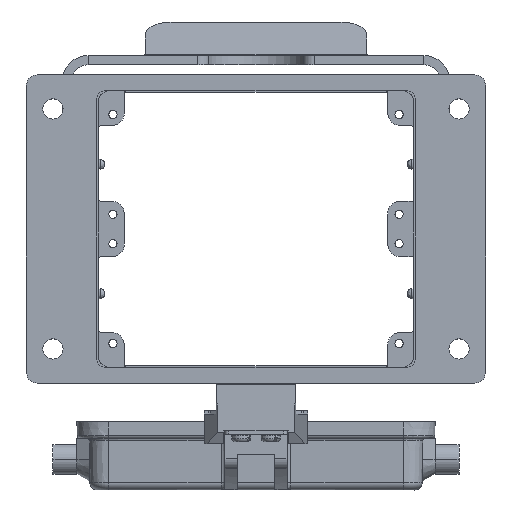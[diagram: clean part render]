
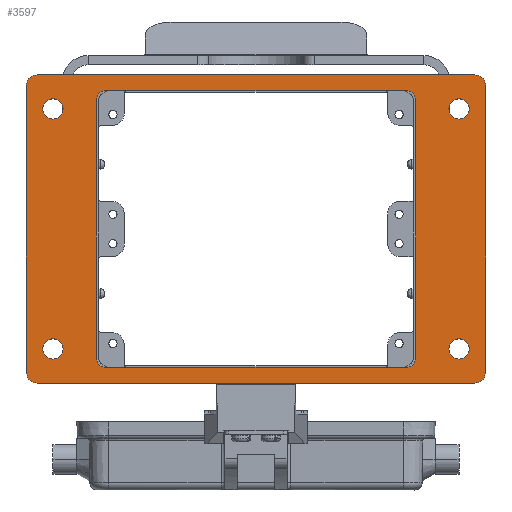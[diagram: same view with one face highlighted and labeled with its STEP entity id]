
A CAD part, front view. The second image highlights one B-rep face of the part: STEP entity #3597.
In plain terms, the highlighted face is planar.
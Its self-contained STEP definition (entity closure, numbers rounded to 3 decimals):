
#1497=FACE_BOUND('',#7701,.T.);
#1498=FACE_BOUND('',#7702,.T.);
#1499=FACE_BOUND('',#7703,.T.);
#1500=FACE_BOUND('',#7704,.T.);
#1501=FACE_BOUND('',#7705,.T.);
#1502=FACE_BOUND('',#7706,.T.);
#3597=ADVANCED_FACE('NONE',(#1497,#1498,#1499,#1500,#1501,#1502),#4508,
 .F.);
#4508=PLANE('',#32550);
#7701=EDGE_LOOP('',(#20132,#20133,#20134,#20135,#20136,#20137,#20138,#20139));
#7702=EDGE_LOOP('',(#20140,#20141));
#7703=EDGE_LOOP('',(#20142,#20143));
#7704=EDGE_LOOP('',(#20144,#20145,#20146,#20147,#20148,#20149,#20150,#20151));
#7705=EDGE_LOOP('',(#20152,#20153));
#7706=EDGE_LOOP('',(#20154,#20155));
#10062=LINE('',#53223,#12504);
#10066=LINE('',#53233,#12508);
#10069=LINE('',#53241,#12511);
#10072=LINE('',#53249,#12514);
#10082=LINE('',#53279,#12524);
#10085=LINE('',#53287,#12527);
#10088=LINE('',#53295,#12530);
#10091=LINE('',#53303,#12533);
#12504=VECTOR('',#39878,1.);
#12508=VECTOR('',#39888,1.);
#12511=VECTOR('',#39897,1.);
#12514=VECTOR('',#39906,1.);
#12524=VECTOR('',#39938,1.);
#12527=VECTOR('',#39947,1.);
#12530=VECTOR('',#39956,1.);
#12533=VECTOR('',#39965,1.);
#20132=ORIENTED_EDGE('',*,*,#28114,.F.);
#20133=ORIENTED_EDGE('',*,*,#28100,.F.);
#20134=ORIENTED_EDGE('',*,*,#28103,.F.);
#20135=ORIENTED_EDGE('',*,*,#28105,.F.);
#20136=ORIENTED_EDGE('',*,*,#28107,.F.);
#20137=ORIENTED_EDGE('',*,*,#28109,.F.);
#20138=ORIENTED_EDGE('',*,*,#28111,.F.);
#20139=ORIENTED_EDGE('',*,*,#28113,.F.);
#20140=ORIENTED_EDGE('',*,*,#28143,.F.);
#20141=ORIENTED_EDGE('',*,*,#28119,.F.);
#20142=ORIENTED_EDGE('',*,*,#28144,.F.);
#20143=ORIENTED_EDGE('',*,*,#28125,.F.);
#20144=ORIENTED_EDGE('',*,*,#28142,.T.);
#20145=ORIENTED_EDGE('',*,*,#28140,.T.);
#20146=ORIENTED_EDGE('',*,*,#28138,.T.);
#20147=ORIENTED_EDGE('',*,*,#28136,.T.);
#20148=ORIENTED_EDGE('',*,*,#28134,.T.);
#20149=ORIENTED_EDGE('',*,*,#28132,.T.);
#20150=ORIENTED_EDGE('',*,*,#28130,.T.);
#20151=ORIENTED_EDGE('',*,*,#28128,.T.);
#20152=ORIENTED_EDGE('',*,*,#28145,.F.);
#20153=ORIENTED_EDGE('',*,*,#28122,.F.);
#20154=ORIENTED_EDGE('',*,*,#28146,.F.);
#20155=ORIENTED_EDGE('',*,*,#28116,.F.);
#24028=VERTEX_POINT('',#53222);
#24029=VERTEX_POINT('',#53224);
#24030=VERTEX_POINT('',#53228);
#24031=VERTEX_POINT('',#53232);
#24032=VERTEX_POINT('',#53236);
#24033=VERTEX_POINT('',#53240);
#24034=VERTEX_POINT('',#53244);
#24035=VERTEX_POINT('',#53248);
#24036=VERTEX_POINT('',#53254);
#24037=VERTEX_POINT('',#53256);
#24038=VERTEX_POINT('',#53260);
#24039=VERTEX_POINT('',#53262);
#24040=VERTEX_POINT('',#53266);
#24041=VERTEX_POINT('',#53268);
#24042=VERTEX_POINT('',#53272);
#24043=VERTEX_POINT('',#53274);
#24044=VERTEX_POINT('',#53278);
#24045=VERTEX_POINT('',#53280);
#24046=VERTEX_POINT('',#53284);
#24047=VERTEX_POINT('',#53288);
#24048=VERTEX_POINT('',#53292);
#24049=VERTEX_POINT('',#53296);
#24050=VERTEX_POINT('',#53300);
#24051=VERTEX_POINT('',#53304);
#28100=EDGE_CURVE('NONE',#24028,#24029,#10062,.T.);
#28103=EDGE_CURVE('NONE',#24030,#24028,#29872,.T.);
#28105=EDGE_CURVE('NONE',#24031,#24030,#10066,.T.);
#28107=EDGE_CURVE('NONE',#24032,#24031,#29873,.T.);
#28109=EDGE_CURVE('NONE',#24033,#24032,#10069,.T.);
#28111=EDGE_CURVE('NONE',#24034,#24033,#29874,.T.);
#28113=EDGE_CURVE('NONE',#24035,#24034,#10072,.T.);
#28114=EDGE_CURVE('NONE',#24029,#24035,#29875,.T.);
#28116=EDGE_CURVE('NONE',#24036,#24037,#29876,.T.);
#28119=EDGE_CURVE('NONE',#24038,#24039,#29877,.T.);
#28122=EDGE_CURVE('NONE',#24040,#24041,#29878,.T.);
#28125=EDGE_CURVE('NONE',#24042,#24043,#29879,.T.);
#28128=EDGE_CURVE('NONE',#24045,#24044,#10082,.T.);
#28130=EDGE_CURVE('NONE',#24046,#24045,#29880,.T.);
#28132=EDGE_CURVE('NONE',#24047,#24046,#10085,.T.);
#28134=EDGE_CURVE('NONE',#24048,#24047,#29881,.T.);
#28136=EDGE_CURVE('NONE',#24049,#24048,#10088,.T.);
#28138=EDGE_CURVE('NONE',#24050,#24049,#29882,.T.);
#28140=EDGE_CURVE('NONE',#24051,#24050,#10091,.T.);
#28142=EDGE_CURVE('NONE',#24044,#24051,#29883,.T.);
#28143=EDGE_CURVE('NONE',#24039,#24038,#29884,.T.);
#28144=EDGE_CURVE('NONE',#24043,#24042,#29885,.T.);
#28145=EDGE_CURVE('NONE',#24041,#24040,#29886,.T.);
#28146=EDGE_CURVE('NONE',#24037,#24036,#29887,.T.);
#29872=CIRCLE('',#32515,2.5);
#29873=CIRCLE('',#32518,2.5);
#29874=CIRCLE('',#32521,2.5);
#29875=CIRCLE('',#32524,2.5);
#29876=CIRCLE('',#32526,2.75);
#29877=CIRCLE('',#32528,2.75);
#29878=CIRCLE('',#32530,2.75);
#29879=CIRCLE('',#32532,2.75);
#29880=CIRCLE('',#32535,3.);
#29881=CIRCLE('',#32538,3.);
#29882=CIRCLE('',#32541,3.);
#29883=CIRCLE('',#32544,3.);
#29884=CIRCLE('',#32546,2.75);
#29885=CIRCLE('',#32547,2.75);
#29886=CIRCLE('',#32548,2.75);
#29887=CIRCLE('',#32549,2.75);
#32515=AXIS2_PLACEMENT_3D('',#53229,#39883,#39884);
#32518=AXIS2_PLACEMENT_3D('',#53237,#39892,#39893);
#32521=AXIS2_PLACEMENT_3D('',#53245,#39901,#39902);
#32524=AXIS2_PLACEMENT_3D('',#53251,#39909,#39910);
#32526=AXIS2_PLACEMENT_3D('',#53255,#39914,#39915);
#32528=AXIS2_PLACEMENT_3D('',#53261,#39920,#39921);
#32530=AXIS2_PLACEMENT_3D('',#53267,#39926,#39927);
#32532=AXIS2_PLACEMENT_3D('',#53273,#39932,#39933);
#32535=AXIS2_PLACEMENT_3D('',#53283,#39942,#39943);
#32538=AXIS2_PLACEMENT_3D('',#53291,#39951,#39952);
#32541=AXIS2_PLACEMENT_3D('',#53299,#39960,#39961);
#32544=AXIS2_PLACEMENT_3D('',#53307,#39969,#39970);
#32546=AXIS2_PLACEMENT_3D('',#53309,#39973,#39974);
#32547=AXIS2_PLACEMENT_3D('',#53310,#39975,#39976);
#32548=AXIS2_PLACEMENT_3D('',#53311,#39977,#39978);
#32549=AXIS2_PLACEMENT_3D('',#53312,#39979,#39980);
#32550=AXIS2_PLACEMENT_3D('',#53313,#39981,#39982);
#39878=DIRECTION('',(0.,-1.,0.));
#39883=DIRECTION('',(0.,0.,1.));
#39884=DIRECTION('',(-1.,0.,0.));
#39888=DIRECTION('',(-1.,0.,0.));
#39892=DIRECTION('',(0.,0.,1.));
#39893=DIRECTION('',(1.,0.,0.));
#39897=DIRECTION('',(0.,1.,0.));
#39901=DIRECTION('',(0.,0.,1.));
#39902=DIRECTION('',(1.,0.,0.));
#39906=DIRECTION('',(1.,0.,0.));
#39909=DIRECTION('',(0.,0.,1.));
#39910=DIRECTION('',(1.,0.,0.));
#39914=DIRECTION('',(0.,0.,1.));
#39915=DIRECTION('',(-1.,0.,0.));
#39920=DIRECTION('',(0.,0.,1.));
#39921=DIRECTION('',(1.,0.,0.));
#39926=DIRECTION('',(0.,0.,1.));
#39927=DIRECTION('',(-1.,0.,0.));
#39932=DIRECTION('',(0.,0.,1.));
#39933=DIRECTION('',(1.,0.,0.));
#39938=DIRECTION('',(-1.,0.,0.));
#39942=DIRECTION('',(0.,0.,1.));
#39943=DIRECTION('',(-1.,0.,0.));
#39947=DIRECTION('',(0.,1.,0.));
#39951=DIRECTION('',(0.,0.,1.));
#39952=DIRECTION('',(1.,0.,0.));
#39956=DIRECTION('',(1.,0.,0.));
#39960=DIRECTION('',(0.,0.,1.));
#39961=DIRECTION('',(1.,0.,0.));
#39965=DIRECTION('',(0.,-1.,0.));
#39969=DIRECTION('',(0.,0.,1.));
#39970=DIRECTION('',(-1.,0.,0.));
#39973=DIRECTION('',(0.,0.,1.));
#39974=DIRECTION('',(1.,0.,0.));
#39975=DIRECTION('',(0.,0.,1.));
#39976=DIRECTION('',(1.,0.,0.));
#39977=DIRECTION('',(0.,0.,1.));
#39978=DIRECTION('',(-1.,0.,0.));
#39979=DIRECTION('',(0.,0.,1.));
#39980=DIRECTION('',(-1.,0.,0.));
#39981=DIRECTION('',(0.,0.,-1.));
#39982=DIRECTION('',(-1.,0.,0.));
#53222=CARTESIAN_POINT('',(-43.2,35.,36.966));
#53223=CARTESIAN_POINT('',(-43.2,-35.,36.966));
#53224=CARTESIAN_POINT('',(-43.2,-35.,36.966));
#53228=CARTESIAN_POINT('',(-40.7,37.5,36.966));
#53229=CARTESIAN_POINT('',(-40.7,35.,36.966));
#53232=CARTESIAN_POINT('',(40.7,37.5,36.966));
#53233=CARTESIAN_POINT('',(40.7,37.5,36.966));
#53236=CARTESIAN_POINT('',(43.2,35.,36.966));
#53237=CARTESIAN_POINT('',(40.7,35.,36.966));
#53240=CARTESIAN_POINT('',(43.2,-35.,36.966));
#53241=CARTESIAN_POINT('',(43.2,-35.,36.966));
#53244=CARTESIAN_POINT('',(40.7,-37.5,36.966));
#53245=CARTESIAN_POINT('',(40.7,-35.,36.966));
#53248=CARTESIAN_POINT('',(-40.7,-37.5,36.966));
#53249=CARTESIAN_POINT('',(40.7,-37.5,36.966));
#53251=CARTESIAN_POINT('',(-40.7,-35.,36.966));
#53254=CARTESIAN_POINT('',(-52.25,32.5,36.966));
#53255=CARTESIAN_POINT('',(-55.,32.5,36.966));
#53256=CARTESIAN_POINT('',(-57.75,32.5,36.966));
#53260=CARTESIAN_POINT('',(-52.25,-32.5,36.966));
#53261=CARTESIAN_POINT('',(-55.,-32.5,36.966));
#53262=CARTESIAN_POINT('',(-57.75,-32.5,36.966));
#53266=CARTESIAN_POINT('',(57.75,-32.5,36.966));
#53267=CARTESIAN_POINT('',(55.,-32.5,36.966));
#53268=CARTESIAN_POINT('',(52.25,-32.5,36.966));
#53272=CARTESIAN_POINT('',(57.75,32.5,36.966));
#53273=CARTESIAN_POINT('',(55.,32.5,36.966));
#53274=CARTESIAN_POINT('',(52.25,32.5,36.966));
#53278=CARTESIAN_POINT('',(-59.2,41.75,36.966));
#53279=CARTESIAN_POINT('',(59.2,41.75,36.966));
#53280=CARTESIAN_POINT('',(59.2,41.75,36.966));
#53283=CARTESIAN_POINT('',(59.2,38.75,36.966));
#53284=CARTESIAN_POINT('',(62.2,38.75,36.966));
#53287=CARTESIAN_POINT('',(62.2,-38.75,36.966));
#53288=CARTESIAN_POINT('',(62.2,-38.75,36.966));
#53291=CARTESIAN_POINT('',(59.2,-38.75,36.966));
#53292=CARTESIAN_POINT('',(59.2,-41.75,36.966));
#53295=CARTESIAN_POINT('',(59.2,-41.75,36.966));
#53296=CARTESIAN_POINT('',(-59.2,-41.75,36.966));
#53299=CARTESIAN_POINT('',(-59.2,-38.75,36.966));
#53300=CARTESIAN_POINT('',(-62.2,-38.75,36.966));
#53303=CARTESIAN_POINT('',(-62.2,-38.75,36.966));
#53304=CARTESIAN_POINT('',(-62.2,38.75,36.966));
#53307=CARTESIAN_POINT('',(-59.2,38.75,36.966));
#53309=CARTESIAN_POINT('',(-55.,-32.5,36.966));
#53310=CARTESIAN_POINT('',(55.,32.5,36.966));
#53311=CARTESIAN_POINT('',(55.,-32.5,36.966));
#53312=CARTESIAN_POINT('',(-55.,32.5,36.966));
#53313=CARTESIAN_POINT('',(-59.2,38.75,36.966));
